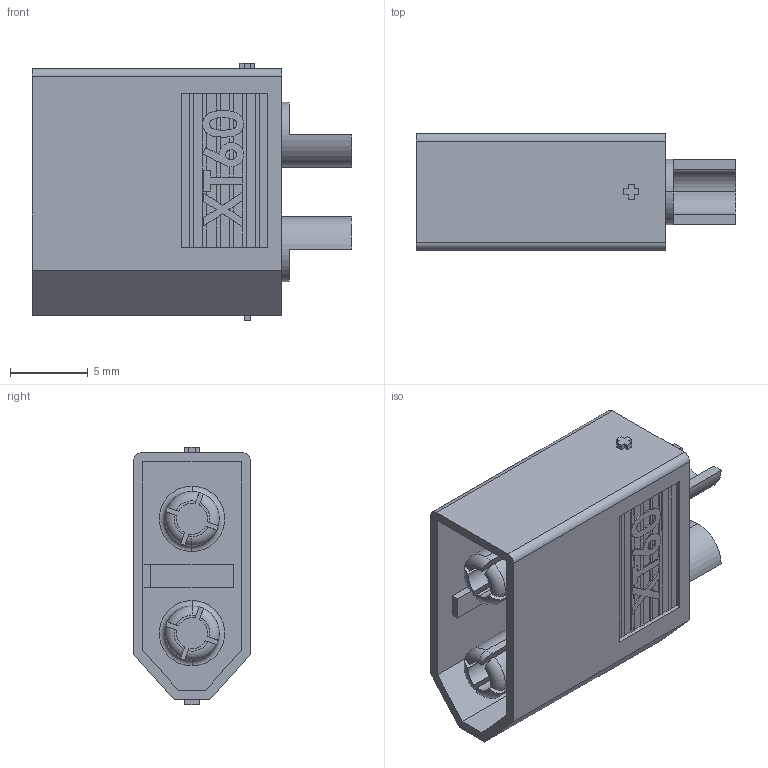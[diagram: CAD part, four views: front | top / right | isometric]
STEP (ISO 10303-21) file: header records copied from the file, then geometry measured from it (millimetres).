
FILE_DESCRIPTION (( 'STEP AP214' ), '1' );
FILE_NAME ('XT60FemaleConnector.STEP', '2020-11-16T06:25:59', ( '' ), ( '' ), 'SwSTEP 2.0', 'SolidWorks 2016', '' );
FILE_SCHEMA (( 'AUTOMOTIVE_DESIGN' ));
Length unit declared in the file: millimetre
Products named in the file (1): XT60FemaleConnector
Bounding box: 20.5 x 7.5 x 16.55 mm (x, y, z)
Volume: 954.8 mm3; surface area: 2262 mm2
Topology: 3 solids, 3 shells, 417 faces, 1176 edges, 776 vertices
Faces by surface type: plane 335, bspline 36, cylinder 32, torus 14
Entity records: 15492 total; most frequent: CARTESIAN_POINT 4956, ORIENTED_EDGE 2352, DIRECTION 1890, EDGE_CURVE 1176, VECTOR 918, LINE 918, VERTEX_POINT 776, AXIS2_PLACEMENT_3D 486
